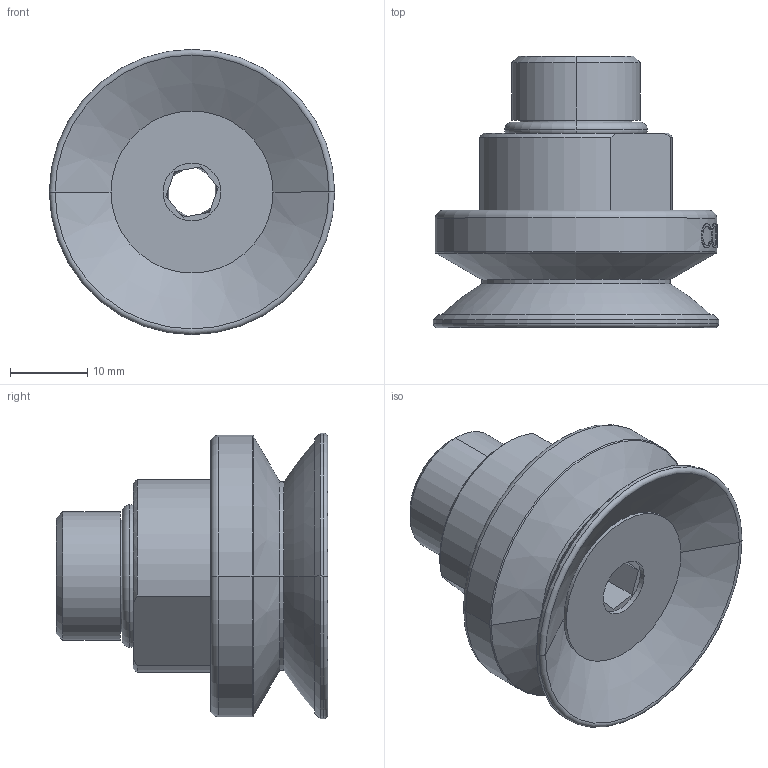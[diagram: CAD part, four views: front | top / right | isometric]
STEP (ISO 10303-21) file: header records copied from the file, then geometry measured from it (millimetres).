
FILE_DESCRIPTION(('STEP AP214'),'1');
FILE_NAME('COVAL_CFC35M38G.stp','2017-12-27T16:15:27',('TraceParts'),('TraceParts S.A.'),'Spatial InterOp 3D',' ',' ');
FILE_SCHEMA(('automotive_design'));
Length unit declared in the file: millimetre
Products named in the file (2): COVAL_CFC35M38G_1; COVAL_CFC35M38G_2
Bounding box: 37 x 35.2 x 37 mm (x, y, z)
Volume: 17130.1 mm3; surface area: 8313.9 mm2
Topology: 3 solids, 3 shells, 139 faces, 323 edges, 202 vertices
Faces by surface type: plane 40, cylinder 36, bspline 29, cone 18, torus 16
Entity records: 9797 total; most frequent: CARTESIAN_POINT 5650, ORIENTED_EDGE 646, DIRECTION 564, EDGE_CURVE 323, AXIS2_PLACEMENT_3D 232, VERTEX_POINT 202, EDGE_LOOP 157, STYLED_ITEM 141
